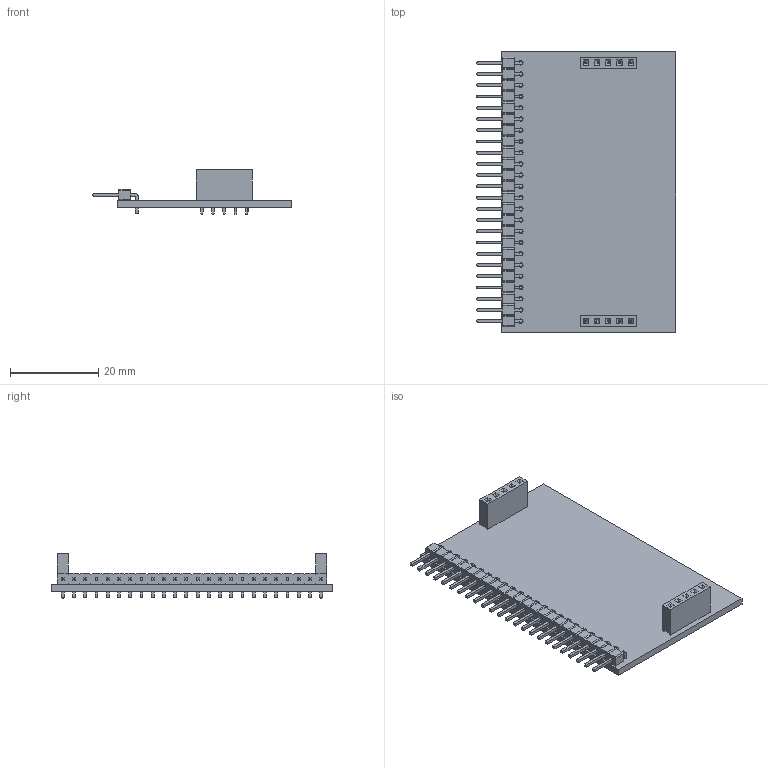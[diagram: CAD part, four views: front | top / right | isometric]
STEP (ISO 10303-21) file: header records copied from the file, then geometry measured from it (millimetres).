
FILE_DESCRIPTION(('KiCad electronic assembly'),'2;1');
FILE_NAME('toast_upper.STEP','2022-11-13T23:27:17',('Pcbnew'),('Kicad'), 'Open CASCADE STEP processor 7.6','KiCad to STEP converter','Unknown' );
FILE_SCHEMA(('AUTOMOTIVE_DESIGN { 1 0 10303 214 1 1 1 1 }'));
Length unit declared in the file: millimetre
Products named in the file (6): toast_upper 1; PinSocket_1x05_P2.54mm_Vertical; SOLID; PinHeader_1x24_P2.54mm_Horizontal; upper_v3 PCB
Assembly tree (6 placements, depth 3):
  toast_upper 1
    PinSocket_1x05_P2.54mm_Vertical  x2
      SOLID
    PinHeader_1x24_P2.54mm_Horizontal
      SOLID
    upper_v3 PCB
Bounding box: 45.03 x 63.5 x 10.1 mm (x, y, z)
Volume: 4880.5 mm3; surface area: 7567.6 mm2
Topology: 4 solids, 4 shells, 1022 faces, 2576 edges, 1640 vertices
Faces by surface type: bspline 982, cylinder 34, plane 6
Full cylindrical faces by diameter (mm): 1 x34
Entity records: 53026 total; most frequent: CARTESIAN_POINT 17897, B_SPLINE_CURVE_WITH_KNOTS 6018, ORIENTED_EDGE 4304, PCURVE 4304, DEFINITIONAL_REPRESENTATION 4304, EDGE_CURVE 2152, SURFACE_CURVE 2118, VERTEX_POINT 1364
